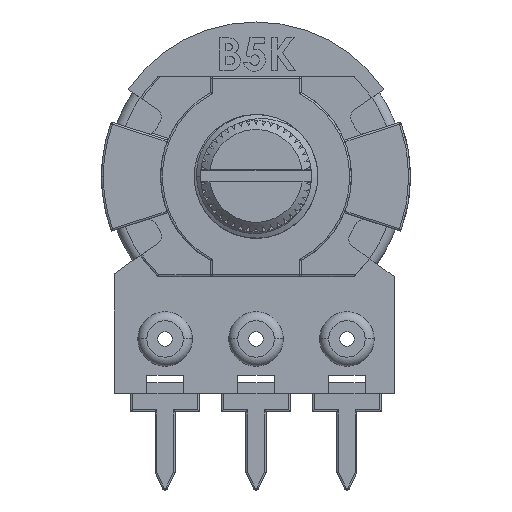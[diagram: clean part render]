
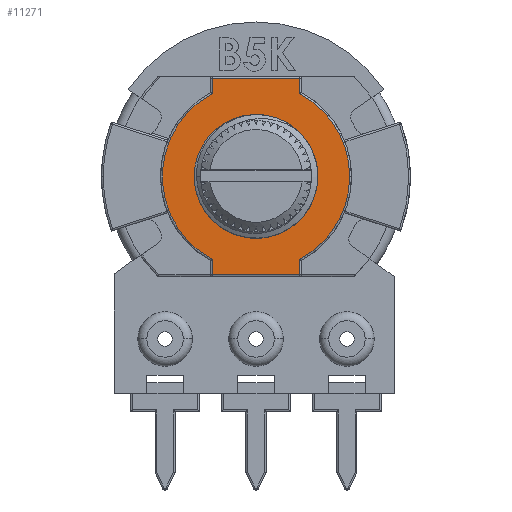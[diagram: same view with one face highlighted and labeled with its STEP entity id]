
A CAD part, top view. The second image highlights one B-rep face of the part: STEP entity #11271.
In plain terms, the highlighted planar face has unit normal (0, 0, 1).
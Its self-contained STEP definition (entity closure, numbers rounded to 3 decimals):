
#23 = CARTESIAN_POINT ( 'NONE',  ( 0., 0., 2.2 ) ) ;
#216 = EDGE_CURVE ( 'NONE', #1948, #639, #14682, .T. ) ;
#591 = DIRECTION ( 'NONE',  ( 1., 0., 0. ) ) ;
#639 = VERTEX_POINT ( 'NONE', #3938 ) ;
#899 = AXIS2_PLACEMENT_3D ( 'NONE', #4168, #1474, #11064 ) ;
#1055 = VERTEX_POINT ( 'NONE', #12693 ) ;
#1340 = VECTOR ( 'NONE', #12835, 1000. ) ;
#1414 = DIRECTION ( 'NONE',  ( 1., 0., 0. ) ) ;
#1474 = DIRECTION ( 'NONE',  ( 0., 0., 1. ) ) ;
#1821 = EDGE_LOOP ( 'NONE', ( #11034, #7641, #15379, #6769, #4502, #6810, #3209, #11135, #9071 ) ) ;
#1904 = EDGE_LOOP ( 'NONE', ( #8228, #8863 ) ) ;
#1948 = VERTEX_POINT ( 'NONE', #9954 ) ;
#2004 = CIRCLE ( 'NONE', #13045, 5.15 ) ;
#2062 = CARTESIAN_POINT ( 'NONE',  ( -2.404, -2.404, 2.2 ) ) ;
#2387 = DIRECTION ( 'NONE',  ( 0., 0., 1. ) ) ;
#2708 = LINE ( 'NONE', #4789, #3145 ) ;
#3005 = AXIS2_PLACEMENT_3D ( 'NONE', #10594, #2387, #11964 ) ;
#3145 = VECTOR ( 'NONE', #14422, 1000. ) ;
#3209 = ORIENTED_EDGE ( 'NONE', *, *, #7699, .T. ) ;
#3278 = VERTEX_POINT ( 'NONE', #15356 ) ;
#3381 = CARTESIAN_POINT ( 'NONE',  ( -2.4, -5.5, 2.2 ) ) ;
#3583 = EDGE_CURVE ( 'NONE', #17167, #15668, #16677, .T. ) ;
#3741 = CARTESIAN_POINT ( 'NONE',  ( 5.15, 0., 2.2 ) ) ;
#3938 = CARTESIAN_POINT ( 'NONE',  ( 2.4, 5.4, 2.2 ) ) ;
#4168 = CARTESIAN_POINT ( 'NONE',  ( 0., 0., 2.2 ) ) ;
#4268 = CARTESIAN_POINT ( 'NONE',  ( 2.5, -5.4, 2.2 ) ) ;
#4502 = ORIENTED_EDGE ( 'NONE', *, *, #7671, .T. ) ;
#4527 = EDGE_CURVE ( 'NONE', #1055, #16004, #2004, .T. ) ;
#4699 = VECTOR ( 'NONE', #8020, 1000. ) ;
#4789 = CARTESIAN_POINT ( 'NONE',  ( -2.5, 5.4, 2.2 ) ) ;
#4894 = CARTESIAN_POINT ( 'NONE',  ( 0., 0., 2.2 ) ) ;
#5017 = DIRECTION ( 'NONE',  ( 0., 1., 0. ) ) ;
#5513 = EDGE_CURVE ( 'NONE', #15346, #14695, #9679, .T. ) ;
#5618 = CARTESIAN_POINT ( 'NONE',  ( 0., 0., 2.2 ) ) ;
#5850 = VECTOR ( 'NONE', #6983, 1000. ) ;
#6289 = DIRECTION ( 'NONE',  ( 1., 0., 0. ) ) ;
#6572 = AXIS2_PLACEMENT_3D ( 'NONE', #4894, #14525, #6289 ) ;
#6769 = ORIENTED_EDGE ( 'NONE', *, *, #5513, .T. ) ;
#6810 = ORIENTED_EDGE ( 'NONE', *, *, #216, .T. ) ;
#6983 = DIRECTION ( 'NONE',  ( 1., 0., 0. ) ) ;
#7008 = DIRECTION ( 'NONE',  ( 1., 0., 0. ) ) ;
#7641 = ORIENTED_EDGE ( 'NONE', *, *, #14956, .T. ) ;
#7671 = EDGE_CURVE ( 'NONE', #14695, #1948, #17730, .T. ) ;
#7699 = EDGE_CURVE ( 'NONE', #639, #3278, #2708, .T. ) ;
#7913 = VERTEX_POINT ( 'NONE', #13333 ) ;
#8020 = DIRECTION ( 'NONE',  ( 0., 1., 0. ) ) ;
#8228 = ORIENTED_EDGE ( 'NONE', *, *, #15987, .F. ) ;
#8303 = PLANE ( 'NONE',  #899 ) ;
#8377 = CARTESIAN_POINT ( 'NONE',  ( 0., -3.4, 2.2 ) ) ;
#8807 = DIRECTION ( 'NONE',  ( 0., 0., 1. ) ) ;
#8863 = ORIENTED_EDGE ( 'NONE', *, *, #3583, .F. ) ;
#9071 = ORIENTED_EDGE ( 'NONE', *, *, #4527, .T. ) ;
#9628 = DIRECTION ( 'NONE',  ( 0., 0., 1. ) ) ;
#9679 = CIRCLE ( 'NONE', #15325, 5.15 ) ;
#9934 = LINE ( 'NONE', #4268, #5850 ) ;
#9954 = CARTESIAN_POINT ( 'NONE',  ( 2.4, 4.557, 2.2 ) ) ;
#9985 = AXIS2_PLACEMENT_3D ( 'NONE', #17060, #8807, #591 ) ;
#10252 = CARTESIAN_POINT ( 'NONE',  ( 2.4, -5.4, 2.2 ) ) ;
#10342 = VECTOR ( 'NONE', #12931, 1000. ) ;
#10482 = CARTESIAN_POINT ( 'NONE',  ( 2.4, -4.557, 2.2 ) ) ;
#10594 = CARTESIAN_POINT ( 'NONE',  ( 0., 0., 2.2 ) ) ;
#11004 = VECTOR ( 'NONE', #5017, 1000. ) ;
#11034 = ORIENTED_EDGE ( 'NONE', *, *, #12406, .T. ) ;
#11064 = DIRECTION ( 'NONE',  ( 1., 0., 0. ) ) ;
#11135 = ORIENTED_EDGE ( 'NONE', *, *, #14465, .T. ) ;
#11271 = ADVANCED_FACE ( 'NONE', ( #13411, #17069 ), #8303, .T. ) ;
#11481 = CARTESIAN_POINT ( 'NONE',  ( -2.4, 4.617, 2.2 ) ) ;
#11858 = LINE ( 'NONE', #11481, #1340 ) ;
#11964 = DIRECTION ( 'NONE',  ( 1., 0., 0. ) ) ;
#12406 = EDGE_CURVE ( 'NONE', #16004, #7913, #14457, .T. ) ;
#12693 = CARTESIAN_POINT ( 'NONE',  ( -2.4, 4.557, 2.2 ) ) ;
#12835 = DIRECTION ( 'NONE',  ( 0., -1., 0. ) ) ;
#12931 = DIRECTION ( 'NONE',  ( 0., -1., 0. ) ) ;
#13045 = AXIS2_PLACEMENT_3D ( 'NONE', #5618, #15222, #7008 ) ;
#13159 = CARTESIAN_POINT ( 'NONE',  ( -2.4, -4.557, 2.2 ) ) ;
#13333 = CARTESIAN_POINT ( 'NONE',  ( -2.4, -5.4, 2.2 ) ) ;
#13411 = FACE_OUTER_BOUND ( 'NONE', #1821, .T. ) ;
#14422 = DIRECTION ( 'NONE',  ( -1., 0., 0. ) ) ;
#14457 = LINE ( 'NONE', #3381, #10342 ) ;
#14465 = EDGE_CURVE ( 'NONE', #3278, #1055, #11858, .T. ) ;
#14525 = DIRECTION ( 'NONE',  ( 0., 0., 1. ) ) ;
#14682 = LINE ( 'NONE', #16519, #11004 ) ;
#14695 = VERTEX_POINT ( 'NONE', #3741 ) ;
#14793 = LINE ( 'NONE', #14879, #4699 ) ;
#14879 = CARTESIAN_POINT ( 'NONE',  ( 2.4, -4.617, 2.2 ) ) ;
#14956 = EDGE_CURVE ( 'NONE', #7913, #15951, #9934, .T. ) ;
#15222 = DIRECTION ( 'NONE',  ( 0., 0., 1. ) ) ;
#15325 = AXIS2_PLACEMENT_3D ( 'NONE', #23, #9628, #1414 ) ;
#15346 = VERTEX_POINT ( 'NONE', #10482 ) ;
#15356 = CARTESIAN_POINT ( 'NONE',  ( -2.4, 5.4, 2.2 ) ) ;
#15379 = ORIENTED_EDGE ( 'NONE', *, *, #17417, .T. ) ;
#15668 = VERTEX_POINT ( 'NONE', #8377 ) ;
#15951 = VERTEX_POINT ( 'NONE', #10252 ) ;
#15987 = EDGE_CURVE ( 'NONE', #15668, #17167, #16344, .T. ) ;
#16004 = VERTEX_POINT ( 'NONE', #13159 ) ;
#16344 = CIRCLE ( 'NONE', #6572, 3.4 ) ;
#16519 = CARTESIAN_POINT ( 'NONE',  ( 2.4, 5.5, 2.2 ) ) ;
#16677 = CIRCLE ( 'NONE', #3005, 3.4 ) ;
#17060 = CARTESIAN_POINT ( 'NONE',  ( 0., 0., 2.2 ) ) ;
#17069 = FACE_BOUND ( 'NONE', #1904, .T. ) ;
#17167 = VERTEX_POINT ( 'NONE', #2062 ) ;
#17417 = EDGE_CURVE ( 'NONE', #15951, #15346, #14793, .T. ) ;
#17730 = CIRCLE ( 'NONE', #9985, 5.15 ) ;
